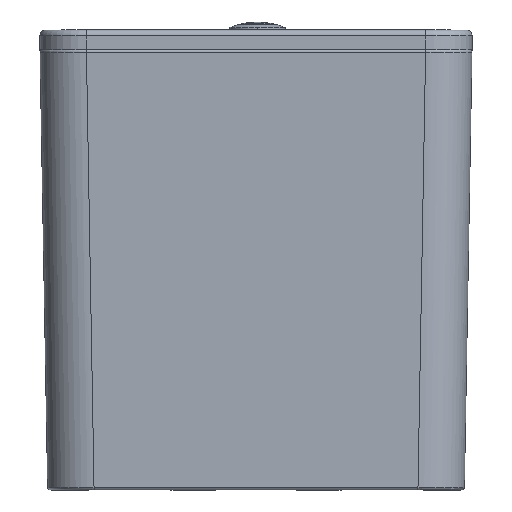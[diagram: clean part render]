
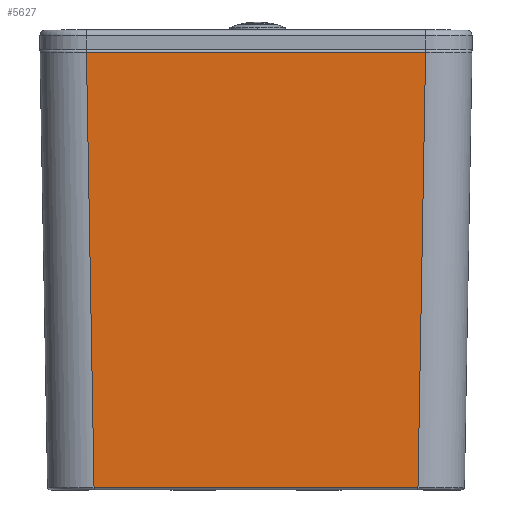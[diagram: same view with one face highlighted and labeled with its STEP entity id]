
A CAD part, top view. The second image highlights one B-rep face of the part: STEP entity #5627.
In plain terms, the highlighted planar face has unit normal (0, -0.018, 1).
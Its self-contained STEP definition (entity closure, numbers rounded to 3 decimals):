
#427 = ORIENTED_EDGE ( 'NONE', *, *, #15174, .T. ) ;
#2485 = VERTEX_POINT ( 'NONE', #15121 ) ;
#2989 = CARTESIAN_POINT ( 'NONE',  ( 185., -33.424, 238.645 ) ) ;
#4481 = LINE ( 'NONE', #7774, #10948 ) ;
#4651 = ORIENTED_EDGE ( 'NONE', *, *, #16466, .T. ) ;
#5324 = VECTOR ( 'NONE', #20980, 1000. ) ;
#5461 = VERTEX_POINT ( 'NONE', #16291 ) ;
#5627 = ADVANCED_FACE ( 'NONE', ( #13585 ), #20683, .F. ) ;
#6654 = LINE ( 'NONE', #13754, #15132 ) ;
#7774 = CARTESIAN_POINT ( 'NONE',  ( 139.377, -39.181, 238.544 ) ) ;
#9140 = CARTESIAN_POINT ( 'NONE',  ( -146.058, 343.541, 245.225 ) ) ;
#9820 = VERTEX_POINT ( 'NONE', #16511 ) ;
#10099 = DIRECTION ( 'NONE',  ( 0., 0.017, -1. ) ) ;
#10372 = EDGE_LOOP ( 'NONE', ( #427, #20347, #4651, #14854 ) ) ;
#10498 = DIRECTION ( 'NONE',  ( 1., 0., 0. ) ) ;
#10948 = VECTOR ( 'NONE', #20082, 1000. ) ;
#12016 = CARTESIAN_POINT ( 'NONE',  ( 0., 343.541, 245.225 ) ) ;
#12296 = LINE ( 'NONE', #17787, #22076 ) ;
#12513 = EDGE_CURVE ( 'NONE', #2485, #19713, #22850, .T. ) ;
#13585 = FACE_OUTER_BOUND ( 'NONE', #10372, .T. ) ;
#13727 = AXIS2_PLACEMENT_3D ( 'NONE', #2989, #10099, #17208 ) ;
#13754 = CARTESIAN_POINT ( 'NONE',  ( 185., -31.263, 238.682 ) ) ;
#14854 = ORIENTED_EDGE ( 'NONE', *, *, #12513, .T. ) ;
#15121 = CARTESIAN_POINT ( 'NONE',  ( 146.058, 343.541, 245.225 ) ) ;
#15132 = VECTOR ( 'NONE', #10498, 1000. ) ;
#15174 = EDGE_CURVE ( 'NONE', #19713, #5461, #12296, .T. ) ;
#16291 = CARTESIAN_POINT ( 'NONE',  ( -139.515, -31.263, 238.682 ) ) ;
#16466 = EDGE_CURVE ( 'NONE', #9820, #2485, #4481, .T. ) ;
#16511 = CARTESIAN_POINT ( 'NONE',  ( 139.515, -31.263, 238.682 ) ) ;
#17064 = EDGE_CURVE ( 'NONE', #5461, #9820, #6654, .T. ) ;
#17208 = DIRECTION ( 'NONE',  ( 1., 0., 0. ) ) ;
#17787 = CARTESIAN_POINT ( 'NONE',  ( -139.377, -39.181, 238.544 ) ) ;
#19389 = DIRECTION ( 'NONE',  ( 0.017, -1., -0.017 ) ) ;
#19713 = VERTEX_POINT ( 'NONE', #9140 ) ;
#20082 = DIRECTION ( 'NONE',  ( 0.017, 1., 0.017 ) ) ;
#20347 = ORIENTED_EDGE ( 'NONE', *, *, #17064, .T. ) ;
#20683 = PLANE ( 'NONE',  #13727 ) ;
#20980 = DIRECTION ( 'NONE',  ( -1., 0., 0. ) ) ;
#22076 = VECTOR ( 'NONE', #19389, 1000. ) ;
#22850 = LINE ( 'NONE', #12016, #5324 ) ;
